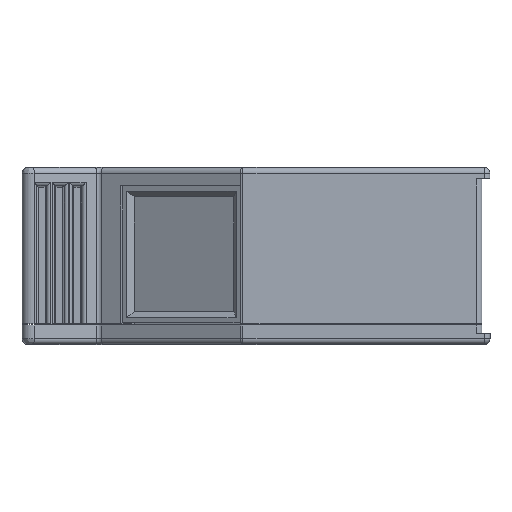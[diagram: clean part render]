
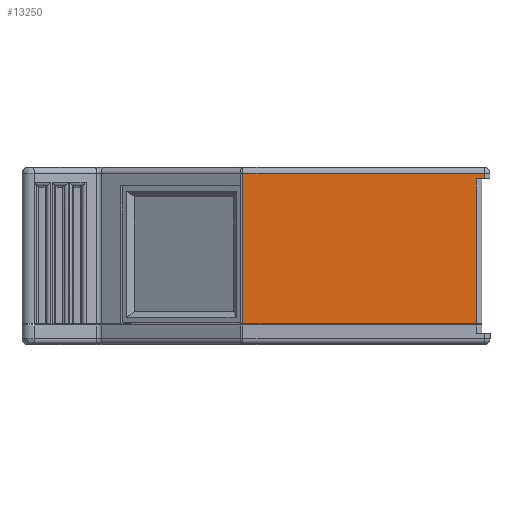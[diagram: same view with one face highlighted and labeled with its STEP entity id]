
A CAD part, left-side view. The second image highlights one B-rep face of the part: STEP entity #13250.
In plain terms, the highlighted planar face has unit normal (-1, 0, 0).
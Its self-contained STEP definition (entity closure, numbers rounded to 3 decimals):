
#11778=PLANE('',#41183);
#13250=ADVANCED_FACE('',(#15171),#11778,.F.);
#15171=FACE_OUTER_BOUND('',#16739,.T.);
#16739=EDGE_LOOP('',(#25030,#25031,#25032,#25033,#25034,#25035));
#18570=LINE('',#59025,#20845);
#18779=LINE('',#60330,#21068);
#18780=LINE('',#60333,#21069);
#18781=LINE('',#60335,#21070);
#18782=LINE('',#60336,#21071);
#18783=LINE('',#60338,#21072);
#20845=VECTOR('',#44194,1.);
#21068=VECTOR('',#44657,1.);
#21069=VECTOR('',#44658,1.);
#21070=VECTOR('',#44659,1.);
#21071=VECTOR('',#44660,1.);
#21072=VECTOR('',#44661,1.);
#25030=ORIENTED_EDGE('',*,*,#35388,.T.);
#25031=ORIENTED_EDGE('',*,*,#35389,.T.);
#25032=ORIENTED_EDGE('',*,*,#35390,.T.);
#25033=ORIENTED_EDGE('',*,*,#35053,.T.);
#25034=ORIENTED_EDGE('',*,*,#35391,.T.);
#25035=ORIENTED_EDGE('',*,*,#35392,.F.);
#31973=VERTEX_POINT('',#59024);
#31974=VERTEX_POINT('',#59026);
#32238=VERTEX_POINT('',#60331);
#32239=VERTEX_POINT('',#60332);
#32240=VERTEX_POINT('',#60334);
#32241=VERTEX_POINT('',#60337);
#35053=EDGE_CURVE('',#31974,#31973,#18570,.T.);
#35388=EDGE_CURVE('',#32238,#32239,#18779,.T.);
#35389=EDGE_CURVE('',#32239,#32240,#18780,.T.);
#35390=EDGE_CURVE('',#32240,#31974,#18781,.T.);
#35391=EDGE_CURVE('',#31973,#32241,#18782,.T.);
#35392=EDGE_CURVE('',#32238,#32241,#18783,.T.);
#41183=AXIS2_PLACEMENT_3D('',#60339,#44662,#44663);
#44194=DIRECTION('',(0.,-1.,0.));
#44657=DIRECTION('',(0.,0.,1.));
#44658=DIRECTION('',(0.,1.,0.));
#44659=DIRECTION('',(0.,0.,-1.));
#44660=DIRECTION('',(0.,0.,1.));
#44661=DIRECTION('',(0.,1.,0.));
#44662=DIRECTION('',(1.,0.,0.));
#44663=DIRECTION('',(0.,1.,0.));
#59024=CARTESIAN_POINT('',(-13.751,5.705,-0.2));
#59025=CARTESIAN_POINT('',(-13.751,26.121,-0.2));
#59026=CARTESIAN_POINT('',(-13.751,25.987,-0.2));
#60330=CARTESIAN_POINT('',(-13.751,5.005,13.4));
#60331=CARTESIAN_POINT('',(-13.751,5.005,12.4));
#60332=CARTESIAN_POINT('',(-13.751,5.005,12.9));
#60333=CARTESIAN_POINT('',(-13.751,25.987,12.9));
#60334=CARTESIAN_POINT('',(-13.751,25.987,12.9));
#60335=CARTESIAN_POINT('',(-13.751,25.987,13.4));
#60336=CARTESIAN_POINT('',(-13.751,5.705,13.4));
#60337=CARTESIAN_POINT('',(-13.751,5.705,12.4));
#60338=CARTESIAN_POINT('',(-13.751,4.505,12.4));
#60339=CARTESIAN_POINT('',(-13.751,26.121,13.4));
